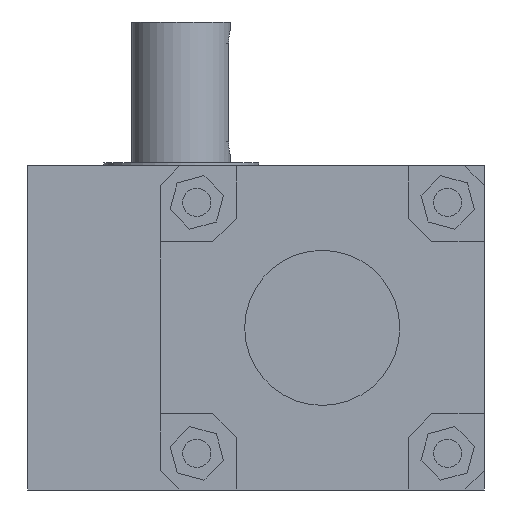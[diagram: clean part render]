
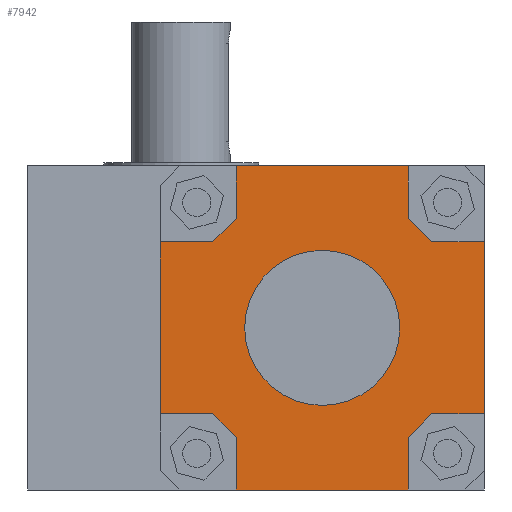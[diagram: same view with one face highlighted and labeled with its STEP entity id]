
A CAD part, left-side view. The second image highlights one B-rep face of the part: STEP entity #7942.
In plain terms, the highlighted planar face has unit normal (-1, 0, 0).
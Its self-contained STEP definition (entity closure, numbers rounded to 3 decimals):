
#179=CIRCLE('',#8341,27.5);
#1022=ORIENTED_EDGE('',*,*,#2190,.F.);
#1023=ORIENTED_EDGE('',*,*,#2191,.T.);
#1024=ORIENTED_EDGE('',*,*,#2192,.T.);
#1025=ORIENTED_EDGE('',*,*,#2193,.T.);
#1026=ORIENTED_EDGE('',*,*,#2194,.T.);
#1027=ORIENTED_EDGE('',*,*,#2195,.T.);
#1028=ORIENTED_EDGE('',*,*,#2196,.T.);
#1029=ORIENTED_EDGE('',*,*,#2197,.T.);
#1030=ORIENTED_EDGE('',*,*,#2198,.T.);
#1031=ORIENTED_EDGE('',*,*,#2199,.T.);
#1032=ORIENTED_EDGE('',*,*,#2200,.T.);
#1033=ORIENTED_EDGE('',*,*,#2201,.T.);
#1034=ORIENTED_EDGE('',*,*,#2202,.T.);
#1035=ORIENTED_EDGE('',*,*,#2203,.T.);
#1036=ORIENTED_EDGE('',*,*,#2204,.T.);
#1037=ORIENTED_EDGE('',*,*,#2205,.T.);
#1038=ORIENTED_EDGE('',*,*,#2206,.T.);
#2190=EDGE_CURVE('',#2838,#2838,#179,.T.);
#2191=EDGE_CURVE('',#2839,#2840,#3448,.T.);
#2192=EDGE_CURVE('',#2840,#2841,#3449,.T.);
#2193=EDGE_CURVE('',#2841,#2842,#3450,.T.);
#2194=EDGE_CURVE('',#2842,#2843,#3451,.T.);
#2195=EDGE_CURVE('',#2843,#2844,#3452,.T.);
#2196=EDGE_CURVE('',#2844,#2845,#3453,.T.);
#2197=EDGE_CURVE('',#2845,#2846,#3454,.T.);
#2198=EDGE_CURVE('',#2846,#2847,#3455,.T.);
#2199=EDGE_CURVE('',#2847,#2848,#3456,.T.);
#2200=EDGE_CURVE('',#2848,#2849,#3457,.T.);
#2201=EDGE_CURVE('',#2849,#2850,#3458,.T.);
#2202=EDGE_CURVE('',#2850,#2851,#3459,.T.);
#2203=EDGE_CURVE('',#2851,#2852,#3460,.T.);
#2204=EDGE_CURVE('',#2852,#2853,#3461,.T.);
#2205=EDGE_CURVE('',#2853,#2854,#3462,.T.);
#2206=EDGE_CURVE('',#2854,#2839,#3463,.T.);
#2838=VERTEX_POINT('',#11030);
#2839=VERTEX_POINT('',#11032);
#2840=VERTEX_POINT('',#11033);
#2841=VERTEX_POINT('',#11035);
#2842=VERTEX_POINT('',#11037);
#2843=VERTEX_POINT('',#11039);
#2844=VERTEX_POINT('',#11041);
#2845=VERTEX_POINT('',#11043);
#2846=VERTEX_POINT('',#11045);
#2847=VERTEX_POINT('',#11047);
#2848=VERTEX_POINT('',#11049);
#2849=VERTEX_POINT('',#11051);
#2850=VERTEX_POINT('',#11053);
#2851=VERTEX_POINT('',#11055);
#2852=VERTEX_POINT('',#11057);
#2853=VERTEX_POINT('',#11059);
#2854=VERTEX_POINT('',#11061);
#3448=LINE('',#11031,#4084);
#3449=LINE('',#11034,#4085);
#3450=LINE('',#11036,#4086);
#3451=LINE('',#11038,#4087);
#3452=LINE('',#11040,#4088);
#3453=LINE('',#11042,#4089);
#3454=LINE('',#11044,#4090);
#3455=LINE('',#11046,#4091);
#3456=LINE('',#11048,#4092);
#3457=LINE('',#11050,#4093);
#3458=LINE('',#11052,#4094);
#3459=LINE('',#11054,#4095);
#3460=LINE('',#11056,#4096);
#3461=LINE('',#11058,#4097);
#3462=LINE('',#11060,#4098);
#3463=LINE('',#11062,#4099);
#4084=VECTOR('',#9358,1000.);
#4085=VECTOR('',#9359,1000.);
#4086=VECTOR('',#9360,1000.);
#4087=VECTOR('',#9361,1000.);
#4088=VECTOR('',#9362,1000.);
#4089=VECTOR('',#9363,1000.);
#4090=VECTOR('',#9364,1000.);
#4091=VECTOR('',#9365,1000.);
#4092=VECTOR('',#9366,1000.);
#4093=VECTOR('',#9367,1000.);
#4094=VECTOR('',#9368,1000.);
#4095=VECTOR('',#9369,1000.);
#4096=VECTOR('',#9370,1000.);
#4097=VECTOR('',#9371,1000.);
#4098=VECTOR('',#9372,1000.);
#4099=VECTOR('',#9373,1000.);
#4516=EDGE_LOOP('',(#1022));
#4517=EDGE_LOOP('',(#1023,#1024,#1025,#1026,#1027,#1028,#1029,#1030,#1031,
#1032,#1033,#1034,#1035,#1036,#1037,#1038));
#4943=FACE_BOUND('',#4516,.T.);
#4944=FACE_BOUND('',#4517,.T.);
#5333=PLANE('',#8340);
#7942=ADVANCED_FACE('',(#4943,#4944),#5333,.F.);
#8340=AXIS2_PLACEMENT_3D('',#11028,#9354,#9355);
#8341=AXIS2_PLACEMENT_3D('',#11029,#9356,#9357);
#9354=DIRECTION('',(1.,0.,0.));
#9355=DIRECTION('',(0.,0.,-1.));
#9356=DIRECTION('',(-1.,0.,0.));
#9357=DIRECTION('',(0.,0.,1.));
#9358=DIRECTION('',(0.,0.,-1.));
#9359=DIRECTION('',(0.,-1.,0.));
#9360=DIRECTION('',(0.,0.,1.));
#9361=DIRECTION('',(0.,-0.707,0.707));
#9362=DIRECTION('',(0.,-1.,0.));
#9363=DIRECTION('',(0.,0.,1.));
#9364=DIRECTION('',(0.,1.,0.));
#9365=DIRECTION('',(0.,0.707,0.707));
#9366=DIRECTION('',(0.,0.,1.));
#9367=DIRECTION('',(0.,1.,0.));
#9368=DIRECTION('',(0.,0.,-1.));
#9369=DIRECTION('',(0.,0.707,-0.707));
#9370=DIRECTION('',(0.,1.,0.));
#9371=DIRECTION('',(0.,0.,-1.));
#9372=DIRECTION('',(0.,-1.,0.));
#9373=DIRECTION('',(0.,-0.707,-0.707));
#11028=CARTESIAN_POINT('',(-281.,0.,0.));
#11029=CARTESIAN_POINT('',(-281.,0.,0.));
#11030=CARTESIAN_POINT('',(-281.,0.,27.5));
#11031=CARTESIAN_POINT('',(-281.,30.5,-19.398));
#11032=CARTESIAN_POINT('',(-281.,30.5,-38.796));
#11033=CARTESIAN_POINT('',(-281.,30.5,-57.5));
#11034=CARTESIAN_POINT('',(-281.,-50.5,-57.5));
#11035=CARTESIAN_POINT('',(-281.,-30.5,-57.5));
#11036=CARTESIAN_POINT('',(-281.,-30.5,-28.75));
#11037=CARTESIAN_POINT('',(-281.,-30.5,-38.796));
#11038=CARTESIAN_POINT('',(-281.,-32.574,-36.722));
#11039=CARTESIAN_POINT('',(-281.,-38.796,-30.5));
#11040=CARTESIAN_POINT('',(-281.,-19.398,-30.5));
#11041=CARTESIAN_POINT('',(-281.,-57.5,-30.5));
#11042=CARTESIAN_POINT('',(-281.,-57.5,50.5));
#11043=CARTESIAN_POINT('',(-281.,-57.5,30.5));
#11044=CARTESIAN_POINT('',(-281.,-28.75,30.5));
#11045=CARTESIAN_POINT('',(-281.,-38.796,30.5));
#11046=CARTESIAN_POINT('',(-281.,-36.722,32.574));
#11047=CARTESIAN_POINT('',(-281.,-30.5,38.796));
#11048=CARTESIAN_POINT('',(-281.,-30.5,19.398));
#11049=CARTESIAN_POINT('',(-281.,-30.5,57.5));
#11050=CARTESIAN_POINT('',(-281.,50.5,57.5));
#11051=CARTESIAN_POINT('',(-281.,30.5,57.5));
#11052=CARTESIAN_POINT('',(-281.,30.5,28.75));
#11053=CARTESIAN_POINT('',(-281.,30.5,38.796));
#11054=CARTESIAN_POINT('',(-281.,32.574,36.722));
#11055=CARTESIAN_POINT('',(-281.,38.796,30.5));
#11056=CARTESIAN_POINT('',(-281.,19.398,30.5));
#11057=CARTESIAN_POINT('',(-281.,57.5,30.5));
#11058=CARTESIAN_POINT('',(-281.,57.5,-50.5));
#11059=CARTESIAN_POINT('',(-281.,57.5,-30.5));
#11060=CARTESIAN_POINT('',(-281.,28.75,-30.5));
#11061=CARTESIAN_POINT('',(-281.,38.796,-30.5));
#11062=CARTESIAN_POINT('',(-281.,36.722,-32.574));
